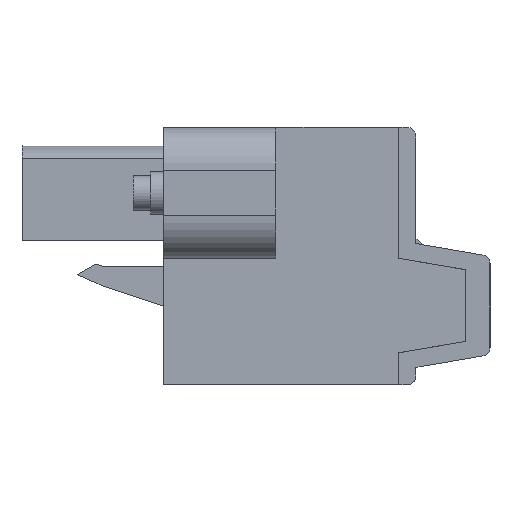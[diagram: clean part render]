
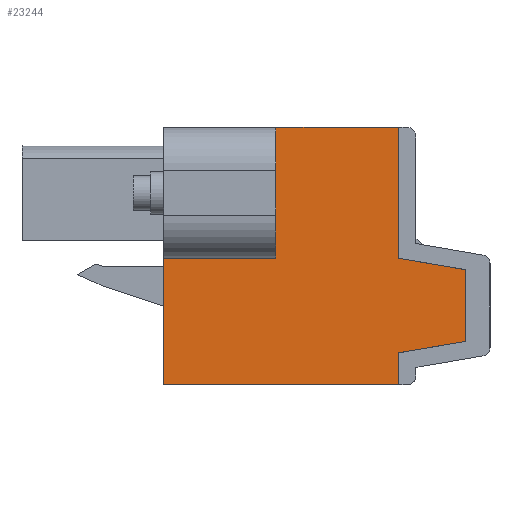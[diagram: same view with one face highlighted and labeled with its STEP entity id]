
A CAD part, left-side view. The second image highlights one B-rep face of the part: STEP entity #23244.
In plain terms, the highlighted planar face has unit normal (-1, 0, 0).
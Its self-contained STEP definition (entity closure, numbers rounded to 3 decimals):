
#446=LINE('',#33027,#3552);
#459=LINE('',#33081,#3565);
#461=LINE('',#33089,#3567);
#462=LINE('',#33090,#3568);
#463=LINE('',#33092,#3569);
#464=LINE('',#33094,#3570);
#465=LINE('',#33096,#3571);
#466=LINE('',#33098,#3572);
#467=LINE('',#33100,#3573);
#468=LINE('',#33102,#3574);
#3552=VECTOR('',#26734,1000.);
#3565=VECTOR('',#26781,1000.);
#3567=VECTOR('',#26789,1000.);
#3568=VECTOR('',#26790,1000.);
#3569=VECTOR('',#26791,1000.);
#3570=VECTOR('',#26792,1000.);
#3571=VECTOR('',#26793,1000.);
#3572=VECTOR('',#26794,1000.);
#3573=VECTOR('',#26795,1000.);
#3574=VECTOR('',#26796,1000.);
#6700=ORIENTED_EDGE('',*,*,#13489,.F.);
#6701=ORIENTED_EDGE('',*,*,#13493,.T.);
#6702=ORIENTED_EDGE('',*,*,#13464,.F.);
#6703=ORIENTED_EDGE('',*,*,#13494,.F.);
#6704=ORIENTED_EDGE('',*,*,#13495,.F.);
#6705=ORIENTED_EDGE('',*,*,#13496,.F.);
#6706=ORIENTED_EDGE('',*,*,#13497,.F.);
#6707=ORIENTED_EDGE('',*,*,#13498,.F.);
#6708=ORIENTED_EDGE('',*,*,#13499,.F.);
#6709=ORIENTED_EDGE('',*,*,#13500,.F.);
#13464=EDGE_CURVE('',#16861,#16862,#446,.T.);
#13489=EDGE_CURVE('',#16885,#16886,#459,.T.);
#13493=EDGE_CURVE('',#16885,#16862,#461,.T.);
#13494=EDGE_CURVE('',#16889,#16861,#462,.T.);
#13495=EDGE_CURVE('',#16890,#16889,#463,.T.);
#13496=EDGE_CURVE('',#16891,#16890,#464,.T.);
#13497=EDGE_CURVE('',#16892,#16891,#465,.T.);
#13498=EDGE_CURVE('',#16893,#16892,#466,.T.);
#13499=EDGE_CURVE('',#16894,#16893,#467,.T.);
#13500=EDGE_CURVE('',#16886,#16894,#468,.T.);
#16861=VERTEX_POINT('',#33026);
#16862=VERTEX_POINT('',#33028);
#16885=VERTEX_POINT('',#33080);
#16886=VERTEX_POINT('',#33082);
#16889=VERTEX_POINT('',#33091);
#16890=VERTEX_POINT('',#33093);
#16891=VERTEX_POINT('',#33095);
#16892=VERTEX_POINT('',#33097);
#16893=VERTEX_POINT('',#33099);
#16894=VERTEX_POINT('',#33101);
#19308=EDGE_LOOP('',(#6700,#6701,#6702,#6703,#6704,#6705,#6706,#6707,#6708,
#6709));
#20734=FACE_BOUND('',#19308,.T.);
#22151=PLANE('',#25112);
#23244=ADVANCED_FACE('',(#20734),#22151,.F.);
#25112=AXIS2_PLACEMENT_3D('',#33088,#26787,#26788);
#26734=DIRECTION('',(0.,0.,1.));
#26781=DIRECTION('',(0.,0.,1.));
#26787=DIRECTION('',(1.,0.,0.));
#26788=DIRECTION('',(0.,0.,-1.));
#26789=DIRECTION('',(0.,1.,0.));
#26790=DIRECTION('',(0.,1.,0.));
#26791=DIRECTION('',(0.,0.,-1.));
#26792=DIRECTION('',(0.,0.986,-0.169));
#26793=DIRECTION('',(0.,0.,-1.));
#26794=DIRECTION('',(0.,-0.986,-0.169));
#26795=DIRECTION('',(0.,0.,-1.));
#26796=DIRECTION('',(0.,-1.,0.));
#33026=CARTESIAN_POINT('',(-25.4,6.805,-7.45));
#33027=CARTESIAN_POINT('',(-25.4,6.805,-7.45));
#33028=CARTESIAN_POINT('',(-25.4,6.805,-0.13));
#33080=CARTESIAN_POINT('',(-25.4,0.305,-0.13));
#33081=CARTESIAN_POINT('',(-25.4,0.305,-0.13));
#33082=CARTESIAN_POINT('',(-25.4,0.305,7.45));
#33088=CARTESIAN_POINT('',(-25.4,0.,0.));
#33089=CARTESIAN_POINT('',(-25.4,0.305,-0.13));
#33090=CARTESIAN_POINT('',(-25.4,-6.805,-7.45));
#33091=CARTESIAN_POINT('',(-25.4,-6.805,-7.45));
#33092=CARTESIAN_POINT('',(-25.4,-6.805,-5.61));
#33093=CARTESIAN_POINT('',(-25.4,-6.805,-5.61));
#33094=CARTESIAN_POINT('',(-25.4,-10.688,-4.945));
#33095=CARTESIAN_POINT('',(-25.4,-10.688,-4.945));
#33096=CARTESIAN_POINT('',(-25.4,-10.688,-0.795));
#33097=CARTESIAN_POINT('',(-25.4,-10.688,-0.795));
#33098=CARTESIAN_POINT('',(-25.4,-6.805,-0.13));
#33099=CARTESIAN_POINT('',(-25.4,-6.805,-0.13));
#33100=CARTESIAN_POINT('',(-25.4,-6.805,7.45));
#33101=CARTESIAN_POINT('',(-25.4,-6.805,7.45));
#33102=CARTESIAN_POINT('',(-25.4,6.805,7.45));
